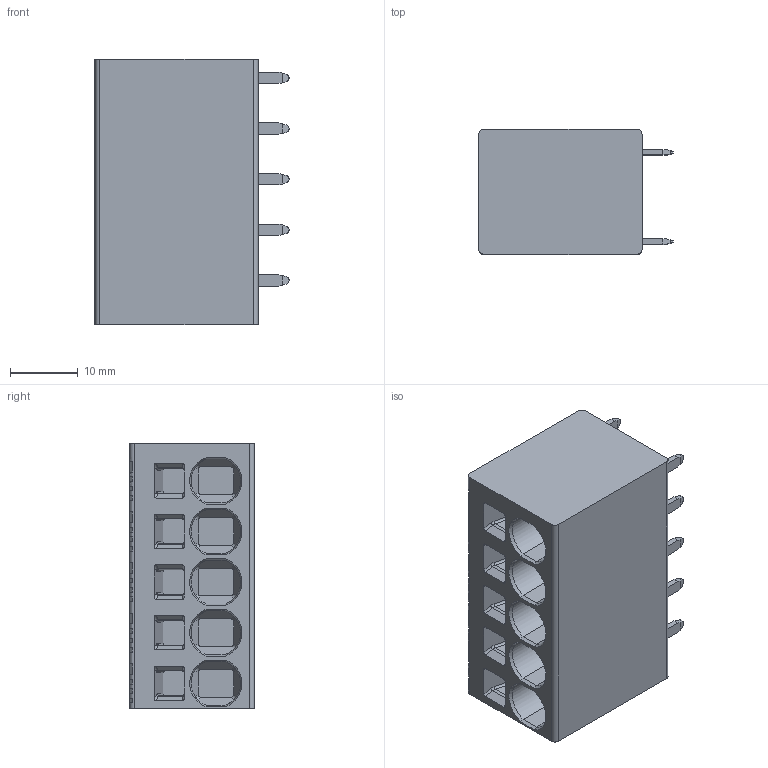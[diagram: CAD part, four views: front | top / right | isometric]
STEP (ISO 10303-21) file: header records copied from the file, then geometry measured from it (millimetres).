
FILE_DESCRIPTION((''),'2;1');
FILE_NAME('PRT0006','2024-09-21T',('sj'),(''),'PRO/ENGINEER BY PARAMETRIC TECHNOLOGY CORPORATION, 2013240','PRO/ENGINEER BY PARAMETRIC TECHNOLOGY CORPORATION, 2013240','');
FILE_SCHEMA(('AUTOMOTIVE_DESIGN_CC2 { 1 2 10303 214 -1 1 5 2 }'));
Length unit declared in the file: millimetre
Products named in the file (1): PRT0006
Bounding box: 28.75 x 18.5 x 39.3 mm (x, y, z)
Volume: 15643.6 mm3; surface area: 5719.5 mm2
Topology: 1 solids, 1 shells, 370 faces, 984 edges, 636 vertices
Faces by surface type: plane 246, cylinder 94, cone 10, torus 10, bspline 10
Entity records: 12122 total; most frequent: CARTESIAN_POINT 3146, ORIENTED_EDGE 1968, DIRECTION 1682, EDGE_CURVE 984, VECTOR 686, LINE 686, VERTEX_POINT 636, AXIS2_PLACEMENT_3D 498
